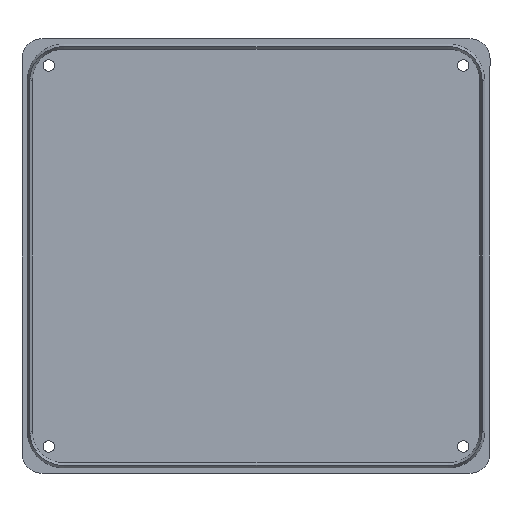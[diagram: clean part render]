
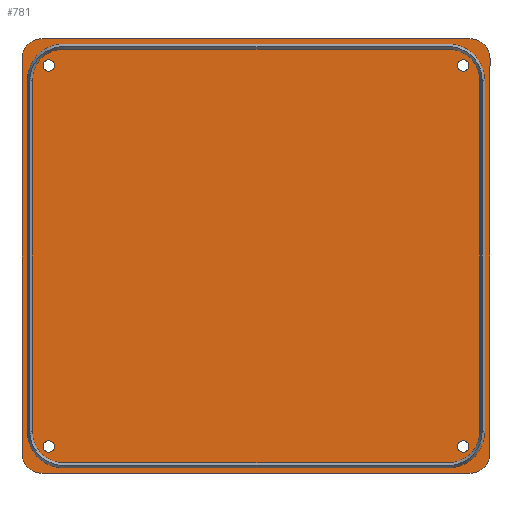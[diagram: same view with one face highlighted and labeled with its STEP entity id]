
A CAD part, front view. The second image highlights one B-rep face of the part: STEP entity #781.
In plain terms, the highlighted planar face has unit normal (0, -1, 0).
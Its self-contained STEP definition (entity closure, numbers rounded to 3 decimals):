
#61=FACE_BOUND('',#187,.T.);
#62=FACE_BOUND('',#188,.T.);
#63=FACE_BOUND('',#189,.T.);
#64=FACE_BOUND('',#190,.T.);
#83=PLANE('',#925);
#130=FACE_OUTER_BOUND('',#186,.T.);
#186=EDGE_LOOP('',(#715,#716,#717,#718,#719,#720,#721,#722));
#187=EDGE_LOOP('',(#723));
#188=EDGE_LOOP('',(#724));
#189=EDGE_LOOP('',(#725));
#190=EDGE_LOOP('',(#726));
#219=CIRCLE('',#885,6.);
#220=CIRCLE('',#888,6.);
#225=CIRCLE('',#896,6.);
#226=CIRCLE('',#899,6.);
#235=CIRCLE('',#918,1.7);
#236=CIRCLE('',#920,1.7);
#237=CIRCLE('',#922,1.7);
#238=CIRCLE('',#924,1.7);
#278=LINE('',#1328,#334);
#281=LINE('',#1336,#337);
#284=LINE('',#1353,#340);
#286=LINE('',#1359,#342);
#334=VECTOR('',#1086,10.);
#337=VECTOR('',#1095,10.);
#340=VECTOR('',#1114,10.);
#342=VECTOR('',#1122,10.);
#391=VERTEX_POINT('',#1320);
#392=VERTEX_POINT('',#1322);
#393=VERTEX_POINT('',#1326);
#394=VERTEX_POINT('',#1330);
#395=VERTEX_POINT('',#1334);
#400=VERTEX_POINT('',#1347);
#401=VERTEX_POINT('',#1351);
#402=VERTEX_POINT('',#1355);
#411=VERTEX_POINT('',#1389);
#412=VERTEX_POINT('',#1393);
#413=VERTEX_POINT('',#1397);
#414=VERTEX_POINT('',#1401);
#480=EDGE_CURVE('',#391,#392,#219,.T.);
#483=EDGE_CURVE('',#393,#391,#278,.T.);
#485=EDGE_CURVE('',#394,#393,#220,.T.);
#487=EDGE_CURVE('',#395,#394,#281,.T.);
#493=EDGE_CURVE('',#400,#395,#225,.T.);
#495=EDGE_CURVE('',#401,#400,#284,.T.);
#497=EDGE_CURVE('',#402,#401,#226,.T.);
#498=EDGE_CURVE('',#392,#402,#286,.T.);
#512=EDGE_CURVE('',#411,#411,#235,.T.);
#514=EDGE_CURVE('',#412,#412,#236,.T.);
#516=EDGE_CURVE('',#413,#413,#237,.T.);
#518=EDGE_CURVE('',#414,#414,#238,.T.);
#715=ORIENTED_EDGE('',*,*,#485,.F.);
#716=ORIENTED_EDGE('',*,*,#487,.F.);
#717=ORIENTED_EDGE('',*,*,#493,.F.);
#718=ORIENTED_EDGE('',*,*,#495,.F.);
#719=ORIENTED_EDGE('',*,*,#497,.F.);
#720=ORIENTED_EDGE('',*,*,#498,.F.);
#721=ORIENTED_EDGE('',*,*,#480,.F.);
#722=ORIENTED_EDGE('',*,*,#483,.F.);
#723=ORIENTED_EDGE('',*,*,#512,.T.);
#724=ORIENTED_EDGE('',*,*,#514,.T.);
#725=ORIENTED_EDGE('',*,*,#516,.T.);
#726=ORIENTED_EDGE('',*,*,#518,.T.);
#781=ADVANCED_FACE('',(#130,#61,#62,#63,#64),#83,.F.);
#885=AXIS2_PLACEMENT_3D('',#1323,#1080,#1081);
#888=AXIS2_PLACEMENT_3D('',#1332,#1090,#1091);
#896=AXIS2_PLACEMENT_3D('',#1349,#1109,#1110);
#899=AXIS2_PLACEMENT_3D('',#1357,#1118,#1119);
#918=AXIS2_PLACEMENT_3D('',#1391,#1162,#1163);
#920=AXIS2_PLACEMENT_3D('',#1395,#1167,#1168);
#922=AXIS2_PLACEMENT_3D('',#1399,#1172,#1173);
#924=AXIS2_PLACEMENT_3D('',#1403,#1177,#1178);
#925=AXIS2_PLACEMENT_3D('',#1404,#1179,#1180);
#1080=DIRECTION('center_axis',(0.,1.,0.));
#1081=DIRECTION('ref_axis',(-0.707,0.,0.707));
#1086=DIRECTION('',(0.,0.,1.));
#1090=DIRECTION('center_axis',(0.,1.,0.));
#1091=DIRECTION('ref_axis',(-0.707,0.,-0.707));
#1095=DIRECTION('',(-1.,0.,0.));
#1109=DIRECTION('center_axis',(0.,1.,0.));
#1110=DIRECTION('ref_axis',(0.707,0.,-0.707));
#1114=DIRECTION('',(0.,0.,-1.));
#1118=DIRECTION('center_axis',(0.,1.,0.));
#1119=DIRECTION('ref_axis',(0.707,0.,0.707));
#1122=DIRECTION('',(1.,0.,0.));
#1162=DIRECTION('center_axis',(0.,1.,0.));
#1163=DIRECTION('ref_axis',(1.,0.,0.));
#1167=DIRECTION('center_axis',(0.,1.,0.));
#1168=DIRECTION('ref_axis',(1.,0.,0.));
#1172=DIRECTION('center_axis',(0.,1.,0.));
#1173=DIRECTION('ref_axis',(1.,0.,0.));
#1177=DIRECTION('center_axis',(0.,1.,0.));
#1178=DIRECTION('ref_axis',(1.,0.,0.));
#1179=DIRECTION('center_axis',(0.,1.,0.));
#1180=DIRECTION('ref_axis',(0.,0.,1.));
#1320=CARTESIAN_POINT('',(-65.,0.,64.));
#1322=CARTESIAN_POINT('',(-59.,0.,70.));
#1323=CARTESIAN_POINT('Origin',(-59.,0.,64.));
#1326=CARTESIAN_POINT('',(-65.,0.,-64.));
#1328=CARTESIAN_POINT('',(-65.,0.,-70.));
#1330=CARTESIAN_POINT('',(-59.,0.,-70.));
#1332=CARTESIAN_POINT('Origin',(-59.,0.,-64.));
#1334=CARTESIAN_POINT('',(59.,0.,-70.));
#1336=CARTESIAN_POINT('',(65.,0.,-70.));
#1347=CARTESIAN_POINT('',(65.,0.,-64.));
#1349=CARTESIAN_POINT('Origin',(59.,0.,-64.));
#1351=CARTESIAN_POINT('',(65.,0.,64.));
#1353=CARTESIAN_POINT('',(65.,0.,70.));
#1355=CARTESIAN_POINT('',(59.,0.,70.));
#1357=CARTESIAN_POINT('Origin',(59.,0.,64.));
#1359=CARTESIAN_POINT('',(-65.,0.,70.));
#1389=CARTESIAN_POINT('',(55.3,0.,62.));
#1391=CARTESIAN_POINT('Origin',(57.,0.,62.));
#1393=CARTESIAN_POINT('',(55.3,0.,-62.));
#1395=CARTESIAN_POINT('Origin',(57.,0.,-62.));
#1397=CARTESIAN_POINT('',(-58.7,0.,62.));
#1399=CARTESIAN_POINT('Origin',(-57.,0.,62.));
#1401=CARTESIAN_POINT('',(-58.7,0.,-62.));
#1403=CARTESIAN_POINT('Origin',(-57.,0.,-62.));
#1404=CARTESIAN_POINT('Origin',(0.,0.,0.));
